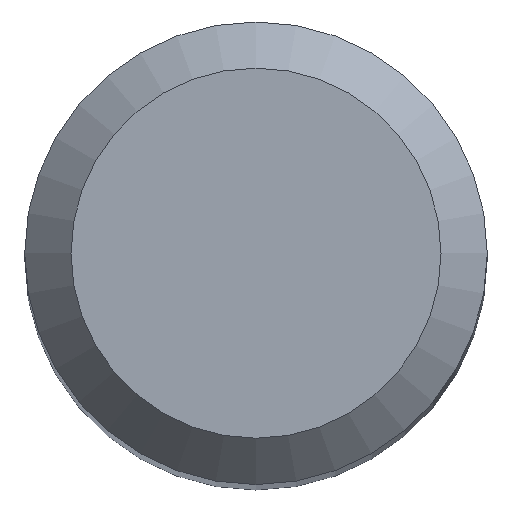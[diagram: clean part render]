
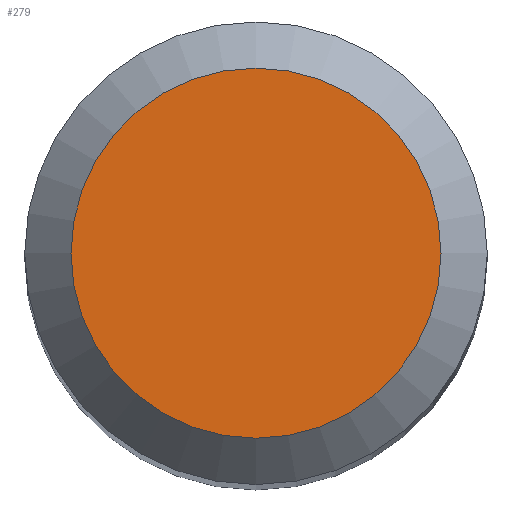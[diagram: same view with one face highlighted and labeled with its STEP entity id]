
A CAD part, top view. The second image highlights one B-rep face of the part: STEP entity #279.
In plain terms, the highlighted planar face has unit normal (0, 0, 1).
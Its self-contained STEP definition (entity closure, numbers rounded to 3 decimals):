
#13 = DIRECTION ( 'NONE',  ( -1., 0., 0. ) ) ;
#18 = DIRECTION ( 'NONE',  ( 0., 0., 1. ) ) ;
#28 = CARTESIAN_POINT ( 'NONE',  ( 0., 1.6, 42. ) ) ;
#57 = DIRECTION ( 'NONE',  ( 1., 0., 0. ) ) ;
#138 = ORIENTED_EDGE ( 'NONE', *, *, #216, .T. ) ;
#143 = AXIS2_PLACEMENT_3D ( 'NONE', #28, #271, #13 ) ;
#177 = AXIS2_PLACEMENT_3D ( 'NONE', #230, #18, #57 ) ;
#179 = VERTEX_POINT ( 'NONE', #330 ) ;
#216 = EDGE_CURVE ( 'NONE', #179, #179, #384, .T. ) ;
#230 = CARTESIAN_POINT ( 'NONE',  ( 0., 0., 42. ) ) ;
#265 = EDGE_LOOP ( 'NONE', ( #138 ) ) ;
#271 = DIRECTION ( 'NONE',  ( 0., 0., -1. ) ) ;
#279 = ADVANCED_FACE ( 'NONE', ( #333 ), #303, .F. ) ;
#303 = PLANE ( 'NONE',  #143 ) ;
#330 = CARTESIAN_POINT ( 'NONE',  ( 1.6, 0., 42. ) ) ;
#333 = FACE_OUTER_BOUND ( 'NONE', #265, .T. ) ;
#384 = CIRCLE ( 'NONE', #177, 1.6 ) ;
